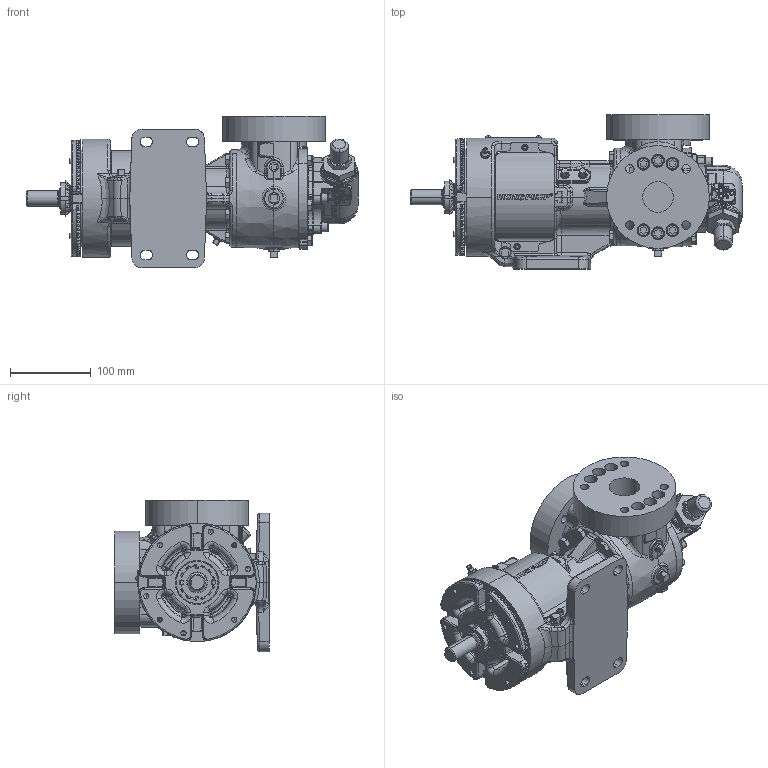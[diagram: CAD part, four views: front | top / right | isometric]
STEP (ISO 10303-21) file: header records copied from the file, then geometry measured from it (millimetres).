
FILE_DESCRIPTION (( 'STEP AP214' ), '1' );
FILE_NAME ('HV-4284.step', '2025-12-05T05:45:15', ( '' ), ( '' ), 'SwSTEP 2.0', 'SolidWorks 2024', '' );
FILE_SCHEMA (( 'AUTOMOTIVE_DESIGN' ));
Length unit declared in the file: millimetre
Products named in the file (1): HV-4284
Bounding box: 410.08 x 190.5 x 187.32 mm (x, y, z)
Volume: 3940123.7 mm3; surface area: 412364.4 mm2
Topology: 1 solids, 1 shells, 5129 faces, 13150 edges, 8266 vertices
Faces by surface type: plane 1883, bspline 1551, cylinder 1020, cone 487, torus 108, sphere 80
Entity records: 215755 total; most frequent: CARTESIAN_POINT 103862, ORIENTED_EDGE 26084, DIRECTION 18809, EDGE_CURVE 13042, VERTEX_POINT 8252, AXIS2_PLACEMENT_3D 6437, VECTOR 5935, LINE 5935
